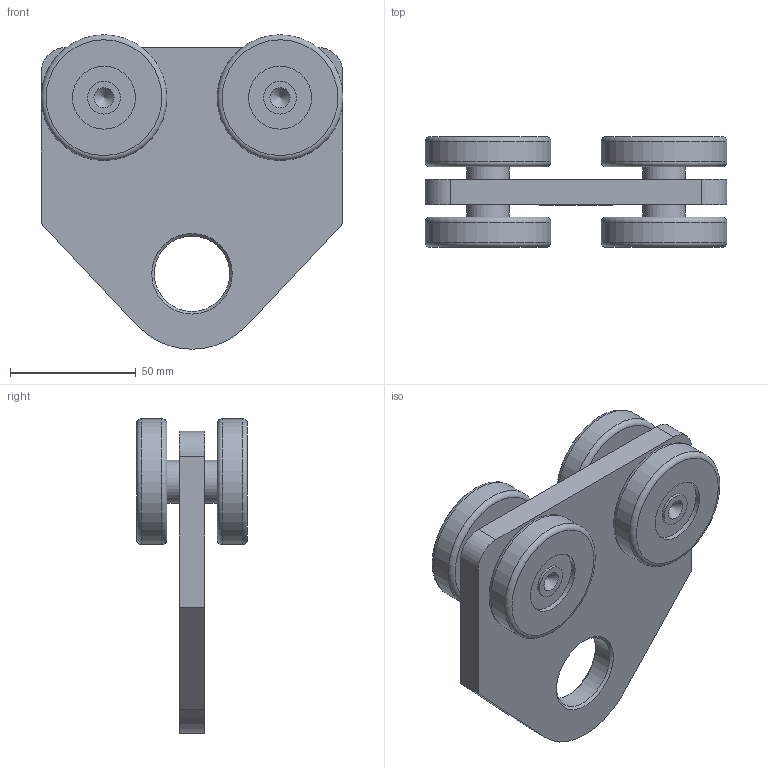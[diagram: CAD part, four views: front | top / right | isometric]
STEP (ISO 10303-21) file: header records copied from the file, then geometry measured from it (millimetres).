
FILE_DESCRIPTION(('STEP AP214'),'1');
FILE_NAME('PMH Åkvagn 525.stp','2013-08-16T09:39:56',(' '),(' '),'Spatial InterOp 3D',' ',' ');
FILE_SCHEMA(('automotive_design'));
Length unit declared in the file: millimetre
Products named in the file (5): PMH Profilskena Akvagn 525; Part1; Part2
Assembly tree (5 placements, depth 2):
  PMH Profilskena Akvagn 525
    Part1
    Part2  x2
    Part2
    Part2
Bounding box: 120 x 44 x 125 mm (x, y, z)
Volume: 206516.7 mm3; surface area: 51559.7 mm2
Topology: 5 solids, 5 shells, 61 faces, 108 edges, 69 vertices
Faces by surface type: plane 27, cylinder 20, torus 8, cone 6
Full cylindrical faces by diameter (mm): 13 x4, 17 x4, 25 x4, 30 x1, 50 x4
Entity records: 1576 total; most frequent: DIRECTION 214, CARTESIAN_POINT 172, ORIENTED_EDGE 122, AXIS2_PLACEMENT_3D 98, EDGE_LOOP 84, FACE_OUTER_BOUND 68, EDGE_CURVE 61, VERTEX_POINT 56
